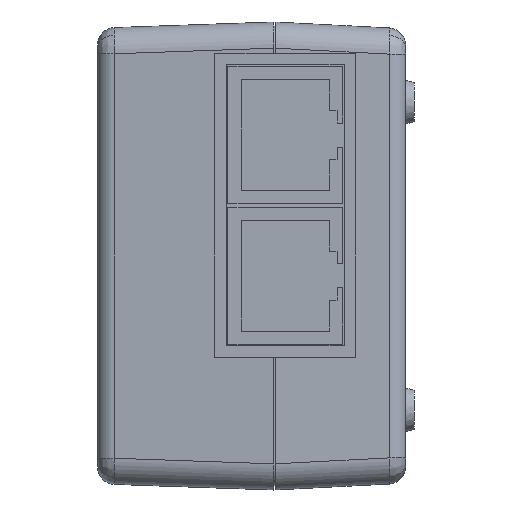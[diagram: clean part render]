
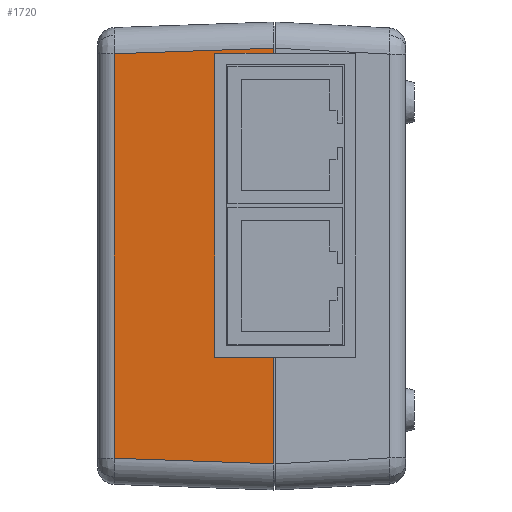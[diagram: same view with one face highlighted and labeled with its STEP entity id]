
A CAD part, left-side view. The second image highlights one B-rep face of the part: STEP entity #1720.
In plain terms, the highlighted planar face has unit normal (-0.999, 0.035, 0).
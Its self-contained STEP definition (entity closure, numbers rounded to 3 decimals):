
#272 = ORIENTED_EDGE ( 'NONE', *, *, #4545, .T. ) ;
#678 = VERTEX_POINT ( 'NONE', #6319 ) ;
#875 = FACE_OUTER_BOUND ( 'NONE', #14810, .T. ) ;
#888 = VERTEX_POINT ( 'NONE', #5693 ) ;
#1076 = LINE ( 'NONE', #5035, #2950 ) ;
#1497 = AXIS2_PLACEMENT_3D ( 'NONE', #14248, #3131, #9045 ) ;
#1703 = DIRECTION ( 'NONE',  ( 0., 0., -1. ) ) ;
#1720 = ADVANCED_FACE ( 'NONE', ( #875 ), #5875, .T. ) ;
#2293 = CARTESIAN_POINT ( 'NONE',  ( -48.11, 6.86, -11.6 ) ) ;
#2350 = VECTOR ( 'NONE', #3718, 1000. ) ;
#2424 = CARTESIAN_POINT ( 'NONE',  ( -48.347, 0.1, 23.2 ) ) ;
#2511 = CARTESIAN_POINT ( 'NONE',  ( -47.709, 18.37, -26.091 ) ) ;
#2569 = DIRECTION ( 'NONE',  ( 0., 0., -1. ) ) ;
#2618 = VERTEX_POINT ( 'NONE', #12518 ) ;
#2950 = VECTOR ( 'NONE', #5229, 1000. ) ;
#3055 = CARTESIAN_POINT ( 'NONE',  ( -48.347, 0.1, -11.6 ) ) ;
#3131 = DIRECTION ( 'NONE',  ( -0.999, 0.035, 0. ) ) ;
#3409 = ORIENTED_EDGE ( 'NONE', *, *, #11660, .F. ) ;
#3708 = VECTOR ( 'NONE', #1703, 1000. ) ;
#3718 = DIRECTION ( 'NONE',  ( 0., 0., -1. ) ) ;
#4023 = EDGE_CURVE ( 'NONE', #678, #12676, #8598, .T. ) ;
#4330 = VERTEX_POINT ( 'NONE', #5246 ) ;
#4332 = DIRECTION ( 'NONE',  ( -0.035, -0.999, 0. ) ) ;
#4545 = EDGE_CURVE ( 'NONE', #4330, #678, #14752, .T. ) ;
#4824 = LINE ( 'NONE', #7850, #5374 ) ;
#5033 = LINE ( 'NONE', #7801, #9694 ) ;
#5035 = CARTESIAN_POINT ( 'NONE',  ( -48.35, 0., 23.2 ) ) ;
#5164 = VERTEX_POINT ( 'NONE', #2424 ) ;
#5229 = DIRECTION ( 'NONE',  ( 0.035, 0.999, 0. ) ) ;
#5246 = CARTESIAN_POINT ( 'NONE',  ( -47.709, 18.37, 23.16 ) ) ;
#5368 = DIRECTION ( 'NONE',  ( 0., 0., -1. ) ) ;
#5374 = VECTOR ( 'NONE', #4332, 1000. ) ;
#5506 = DIRECTION ( 'NONE',  ( 0.035, 0.999, -0.035 ) ) ;
#5693 = CARTESIAN_POINT ( 'NONE',  ( -48.347, 0.1, 23.798 ) ) ;
#5875 = PLANE ( 'NONE',  #1497 ) ;
#6319 = CARTESIAN_POINT ( 'NONE',  ( -47.709, 18.37, -23.16 ) ) ;
#6893 = CARTESIAN_POINT ( 'NONE',  ( -48.354, -0.104, -23.805 ) ) ;
#7181 = LINE ( 'NONE', #13965, #2350 ) ;
#7444 = ORIENTED_EDGE ( 'NONE', *, *, #8630, .T. ) ;
#7679 = ORIENTED_EDGE ( 'NONE', *, *, #15438, .F. ) ;
#7801 = CARTESIAN_POINT ( 'NONE',  ( -48.288, 1.763, 23.74 ) ) ;
#7850 = CARTESIAN_POINT ( 'NONE',  ( -48.35, 0., -11.6 ) ) ;
#8153 = LINE ( 'NONE', #8846, #3708 ) ;
#8506 = ORIENTED_EDGE ( 'NONE', *, *, #10895, .F. ) ;
#8598 = LINE ( 'NONE', #6893, #14592 ) ;
#8630 = EDGE_CURVE ( 'NONE', #888, #4330, #5033, .T. ) ;
#8846 = CARTESIAN_POINT ( 'NONE',  ( -48.347, 0.1, -26.8 ) ) ;
#9045 = DIRECTION ( 'NONE',  ( -0.035, -0.999, 0. ) ) ;
#9056 = VECTOR ( 'NONE', #5368, 1000. ) ;
#9694 = VECTOR ( 'NONE', #5506, 1000. ) ;
#10107 = CARTESIAN_POINT ( 'NONE',  ( -48.347, 0.1, -26.8 ) ) ;
#10390 = ORIENTED_EDGE ( 'NONE', *, *, #12645, .F. ) ;
#10469 = ORIENTED_EDGE ( 'NONE', *, *, #15154, .F. ) ;
#10895 = EDGE_CURVE ( 'NONE', #2618, #11401, #7181, .T. ) ;
#10992 = VECTOR ( 'NONE', #2569, 1000. ) ;
#11401 = VERTEX_POINT ( 'NONE', #2293 ) ;
#11660 = EDGE_CURVE ( 'NONE', #5164, #2618, #1076, .T. ) ;
#12051 = LINE ( 'NONE', #10107, #9056 ) ;
#12157 = VERTEX_POINT ( 'NONE', #3055 ) ;
#12518 = CARTESIAN_POINT ( 'NONE',  ( -48.11, 6.86, 23.2 ) ) ;
#12645 = EDGE_CURVE ( 'NONE', #12157, #12676, #12051, .T. ) ;
#12676 = VERTEX_POINT ( 'NONE', #13778 ) ;
#12933 = DIRECTION ( 'NONE',  ( -0.035, -0.999, -0.035 ) ) ;
#13354 = ORIENTED_EDGE ( 'NONE', *, *, #4023, .T. ) ;
#13778 = CARTESIAN_POINT ( 'NONE',  ( -48.347, 0.1, -23.798 ) ) ;
#13965 = CARTESIAN_POINT ( 'NONE',  ( -48.11, 6.86, -26.8 ) ) ;
#14248 = CARTESIAN_POINT ( 'NONE',  ( -48.35, 0., -26.8 ) ) ;
#14592 = VECTOR ( 'NONE', #12933, 1000. ) ;
#14752 = LINE ( 'NONE', #2511, #10992 ) ;
#14810 = EDGE_LOOP ( 'NONE', ( #7679, #7444, #272, #13354, #10390, #10469, #8506, #3409 ) ) ;
#15154 = EDGE_CURVE ( 'NONE', #11401, #12157, #4824, .T. ) ;
#15438 = EDGE_CURVE ( 'NONE', #888, #5164, #8153, .T. ) ;
